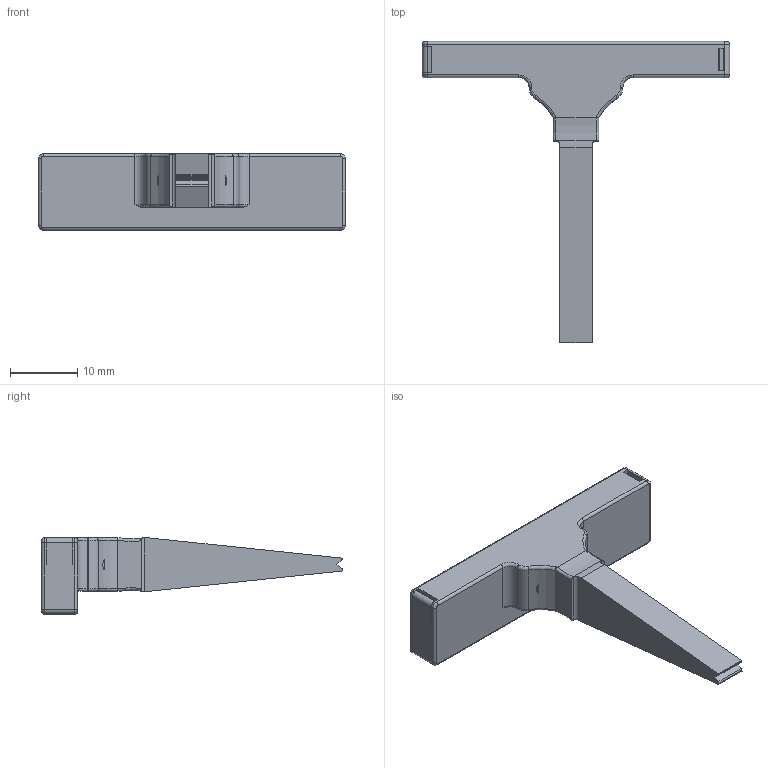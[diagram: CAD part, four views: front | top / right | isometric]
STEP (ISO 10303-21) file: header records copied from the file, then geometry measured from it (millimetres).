
FILE_DESCRIPTION (( 'STEP AP214' ), '1' );
FILE_NAME ('49613A_ME 1-2.STP', '2013-11-18T07:48:20', ( 'arge' ), ( 'Microsoft' ), 'SwSTEP 2.0', 'SolidWorks 2013', '' );
FILE_SCHEMA (( 'AUTOMOTIVE_DESIGN' ));
Length unit declared in the file: millimetre
Products named in the file (1): 49613A_ME 1-2
Bounding box: 45.8 x 44.89 x 11.4 mm (x, y, z)
Volume: 3049.2 mm3; surface area: 4470.4 mm2
Topology: 1 solids, 7 shells, 284 faces, 731 edges, 467 vertices
Faces by surface type: plane 151, cylinder 81, bspline 32, cone 20
Entity records: 12363 total; most frequent: CARTESIAN_POINT 2454, ORIENTED_EDGE 1462, DIRECTION 1338, EDGE_CURVE 731, VECTOR 484, LINE 484, VERTEX_POINT 467, AXIS2_PLACEMENT_3D 427
